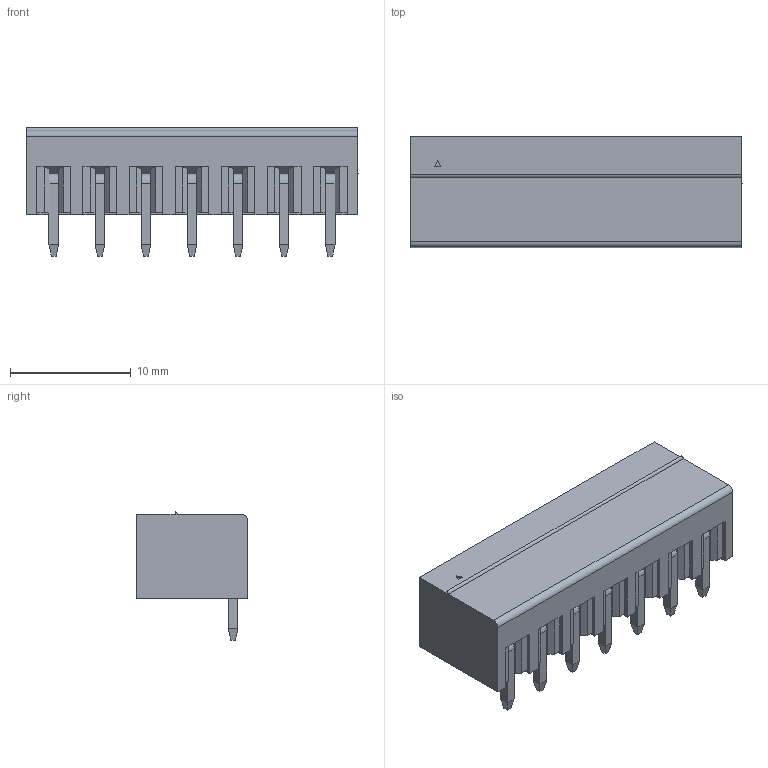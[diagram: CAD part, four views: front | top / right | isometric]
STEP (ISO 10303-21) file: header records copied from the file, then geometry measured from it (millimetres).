
FILE_DESCRIPTION (( 'STEP AP214' ), '1' );
FILE_NAME ('15EDGRC-3.81-07P-14-00AH.STEP', '2021-02-01T22:19:21', ( '' ), ( '' ), 'SwSTEP 2.0', 'SolidWorks 2020', '' );
FILE_SCHEMA (( 'AUTOMOTIVE_DESIGN' ));
Length unit declared in the file: millimetre
Products named in the file (1): 15EDGRC-3.81-07P-14-00AH
Bounding box: 27.46 x 9.2 x 10.6 mm (x, y, z)
Volume: 862.1 mm3; surface area: 2555.4 mm2
Topology: 1 solids, 8 shells, 838 faces, 2215 edges, 1444 vertices
Faces by surface type: plane 637, bspline 157, cylinder 23, torus 14, cone 7
Entity records: 38057 total; most frequent: CARTESIAN_POINT 13607, ORIENTED_EDGE 4430, DIRECTION 3360, EDGE_CURVE 2215, VECTOR 1806, LINE 1806, VERTEX_POINT 1444, EDGE_LOOP 889
